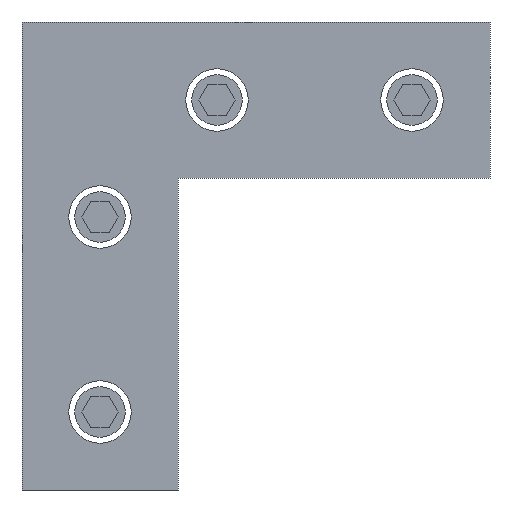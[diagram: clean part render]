
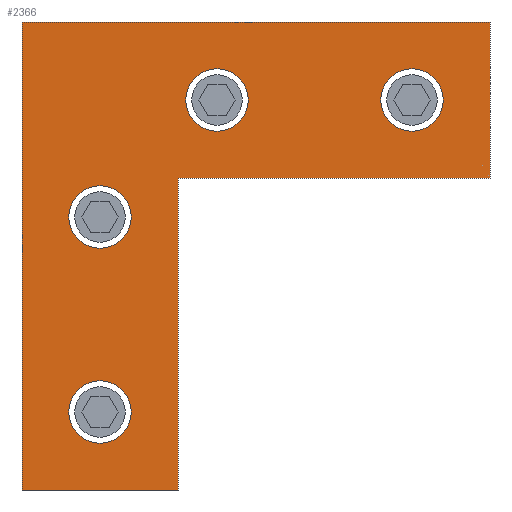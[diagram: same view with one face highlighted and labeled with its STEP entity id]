
A CAD part, front view. The second image highlights one B-rep face of the part: STEP entity #2366.
In plain terms, the highlighted face is planar.
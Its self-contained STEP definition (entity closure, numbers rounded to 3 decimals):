
#1202=CIRCLE('',#2245,4.);
#1203=CIRCLE('',#2246,4.);
#1204=CIRCLE('',#2247,4.);
#1205=CIRCLE('',#2248,4.);
#1232=ORIENTED_EDGE('',*,*,#1712,.T.);
#1233=ORIENTED_EDGE('',*,*,#1715,.T.);
#1234=ORIENTED_EDGE('',*,*,#1716,.T.);
#1235=ORIENTED_EDGE('',*,*,#1717,.T.);
#1236=ORIENTED_EDGE('',*,*,#1718,.T.);
#1237=ORIENTED_EDGE('',*,*,#1719,.T.);
#1238=ORIENTED_EDGE('',*,*,#1720,.F.);
#1239=ORIENTED_EDGE('',*,*,#1721,.F.);
#1240=ORIENTED_EDGE('',*,*,#1722,.F.);
#1241=ORIENTED_EDGE('',*,*,#1723,.F.);
#1444=VECTOR('',#1994,1.);
#1447=VECTOR('',#1999,1.);
#1448=VECTOR('',#2000,1.);
#1449=VECTOR('',#2001,1.);
#1450=VECTOR('',#2002,1.);
#1451=VECTOR('',#2003,1.);
#1534=LINE('',#2452,#1444);
#1537=LINE('',#2457,#1447);
#1538=LINE('',#2459,#1448);
#1539=LINE('',#2461,#1449);
#1540=LINE('',#2463,#1450);
#1541=LINE('',#2464,#1451);
#1628=VERTEX_POINT('',#2450);
#1629=VERTEX_POINT('',#2451);
#1630=VERTEX_POINT('',#2456);
#1631=VERTEX_POINT('',#2458);
#1632=VERTEX_POINT('',#2460);
#1633=VERTEX_POINT('',#2462);
#1634=VERTEX_POINT('',#2465);
#1635=VERTEX_POINT('',#2467);
#1636=VERTEX_POINT('',#2469);
#1637=VERTEX_POINT('',#2471);
#1712=EDGE_CURVE('',#1628,#1629,#1534,.T.);
#1715=EDGE_CURVE('',#1629,#1630,#1537,.T.);
#1716=EDGE_CURVE('',#1630,#1631,#1538,.T.);
#1717=EDGE_CURVE('',#1631,#1632,#1539,.T.);
#1718=EDGE_CURVE('',#1632,#1633,#1540,.T.);
#1719=EDGE_CURVE('',#1633,#1628,#1541,.T.);
#1720=EDGE_CURVE('',#1634,#1634,#1202,.T.);
#1721=EDGE_CURVE('',#1635,#1635,#1203,.T.);
#1722=EDGE_CURVE('',#1636,#1636,#1204,.T.);
#1723=EDGE_CURVE('',#1637,#1637,#1205,.T.);
#1818=EDGE_LOOP('',(#1232,#1233,#1234,#1235,#1236,#1237));
#1819=EDGE_LOOP('',(#1238));
#1820=EDGE_LOOP('',(#1239));
#1821=EDGE_LOOP('',(#1240));
#1822=EDGE_LOOP('',(#1241));
#1898=FACE_BOUND('',#1818,.T.);
#1899=FACE_BOUND('',#1819,.T.);
#1900=FACE_BOUND('',#1820,.T.);
#1901=FACE_BOUND('',#1821,.T.);
#1902=FACE_BOUND('',#1822,.T.);
#1994=DIRECTION('',(0.,40.,0.));
#1997=DIRECTION('',(0.,0.,1.));
#1998=DIRECTION('',(0.,-1.,0.));
#1999=DIRECTION('',(40.,0.,0.));
#2000=DIRECTION('',(0.,20.,0.));
#2001=DIRECTION('',(-60.,0.,0.));
#2002=DIRECTION('',(0.,-60.,0.));
#2003=DIRECTION('',(20.,0.,0.));
#2004=DIRECTION('',(0.,0.,1.));
#2005=DIRECTION('',(0.,4.,0.));
#2006=DIRECTION('',(0.,0.,1.));
#2007=DIRECTION('',(0.,4.,0.));
#2008=DIRECTION('',(0.,0.,1.));
#2009=DIRECTION('',(0.,4.,0.));
#2010=DIRECTION('',(0.,0.,1.));
#2011=DIRECTION('',(0.,4.,0.));
#2244=AXIS2_PLACEMENT_3D('',#2455,#1997,#1998);
#2245=AXIS2_PLACEMENT_3D('',#2466,#2004,#2005);
#2246=AXIS2_PLACEMENT_3D('',#2468,#2006,#2007);
#2247=AXIS2_PLACEMENT_3D('',#2470,#2008,#2009);
#2248=AXIS2_PLACEMENT_3D('',#2472,#2010,#2011);
#2326=PLANE('',#2244);
#2366=ADVANCED_FACE('',(#1898,#1899,#1900,#1901,#1902),#2326,.T.);
#2450=CARTESIAN_POINT('',(20.,0.,3.));
#2451=CARTESIAN_POINT('',(20.,40.,3.));
#2452=CARTESIAN_POINT('',(20.,0.,3.));
#2455=CARTESIAN_POINT('',(20.,0.,3.));
#2456=CARTESIAN_POINT('',(60.,40.,3.));
#2457=CARTESIAN_POINT('',(20.,40.,3.));
#2458=CARTESIAN_POINT('',(60.,60.,3.));
#2459=CARTESIAN_POINT('',(60.,40.,3.));
#2460=CARTESIAN_POINT('',(0.,60.,3.));
#2461=CARTESIAN_POINT('',(60.,60.,3.));
#2462=CARTESIAN_POINT('',(0.,0.,3.));
#2463=CARTESIAN_POINT('',(0.,60.,3.));
#2464=CARTESIAN_POINT('',(0.,0.,3.));
#2465=CARTESIAN_POINT('',(50.,54.,3.));
#2466=CARTESIAN_POINT('',(50.,50.,3.));
#2467=CARTESIAN_POINT('',(25.,54.,3.));
#2468=CARTESIAN_POINT('',(25.,50.,3.));
#2469=CARTESIAN_POINT('',(10.,14.,3.));
#2470=CARTESIAN_POINT('',(10.,10.,3.));
#2471=CARTESIAN_POINT('',(10.,39.,3.));
#2472=CARTESIAN_POINT('',(10.,35.,3.));
